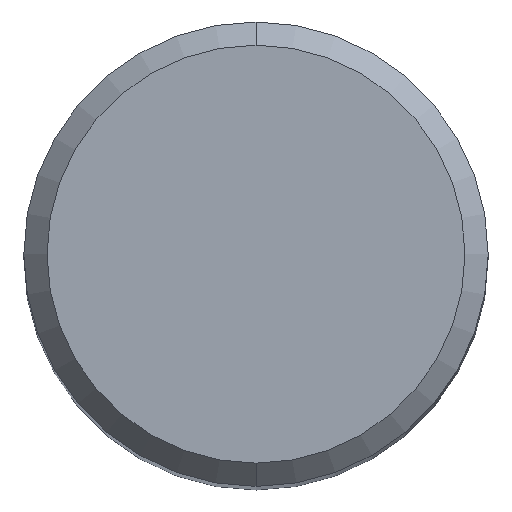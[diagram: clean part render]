
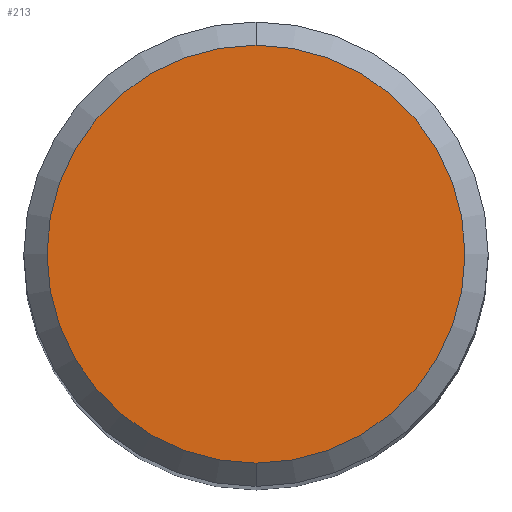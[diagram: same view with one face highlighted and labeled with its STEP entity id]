
A CAD part, top view. The second image highlights one B-rep face of the part: STEP entity #213.
In plain terms, the highlighted planar face has unit normal (0, 0, 1).
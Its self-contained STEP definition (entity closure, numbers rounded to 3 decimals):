
#183=EDGE_CURVE('',#343,#353,#491,.T.);
#187=EDGE_CURVE('',#353,#343,#495,.T.);
#213=ADVANCED_FACE('',(#524),#525,.T.);
#343=VERTEX_POINT('',#663);
#353=VERTEX_POINT('',#674);
#491=CIRCLE('',#838,5.4);
#495=CIRCLE('',#845,5.4);
#524=FACE_OUTER_BOUND('',#907,.T.);
#525=PLANE('',#908);
#663=CARTESIAN_POINT('',(0.0,5.4,0.0));
#674=CARTESIAN_POINT('',(0.,-5.4,0.0));
#838=AXIS2_PLACEMENT_3D('',#1520,#1521,#1522);
#845=AXIS2_PLACEMENT_3D('',#1524,#1525,#1526);
#907=EDGE_LOOP('',(#1560,#1561));
#908=AXIS2_PLACEMENT_3D('',#1562,#1563,#1564);
#1520=CARTESIAN_POINT('',(0.0,0.0,0.0));
#1521=DIRECTION('',(0.0,0.0,-1.0));
#1522=DIRECTION('',(0.0,1.0,0.0));
#1524=CARTESIAN_POINT('',(0.0,0.0,0.0));
#1525=DIRECTION('',(0.0,0.0,-1.0));
#1526=DIRECTION('',(0.0,1.0,0.0));
#1560=ORIENTED_EDGE('',*,*,#183,.F.);
#1561=ORIENTED_EDGE('',*,*,#187,.F.);
#1562=CARTESIAN_POINT('',(0.0,2.7,0.0));
#1563=DIRECTION('',(-0.0,0.0,1.0));
#1564=DIRECTION('',(0.0,-1.0,0.0));
